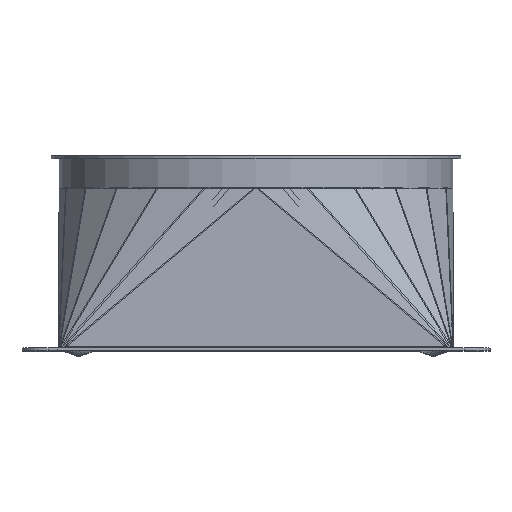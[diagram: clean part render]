
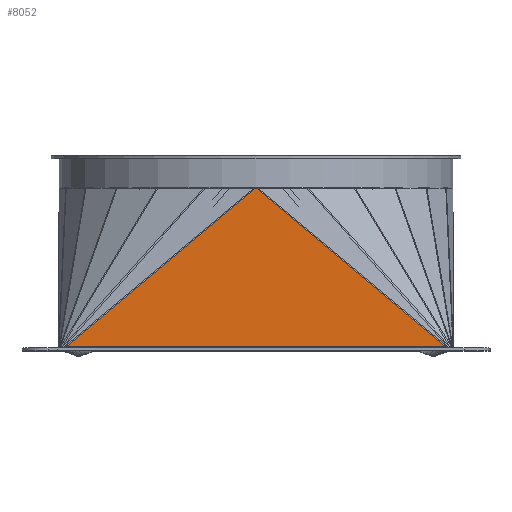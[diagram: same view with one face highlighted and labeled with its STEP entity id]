
A CAD part, top view. The second image highlights one B-rep face of the part: STEP entity #8052.
In plain terms, the highlighted planar face has unit normal (0, 0.004, 1).
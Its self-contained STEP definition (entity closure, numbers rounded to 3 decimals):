
#592=PLANE('',#8728);
#935=FACE_OUTER_BOUND('',#1551,.T.);
#1551=EDGE_LOOP('',(#5897,#5898,#5899,#5900));
#2173=LINE('',#12376,#2961);
#2191=LINE('',#12431,#2979);
#2192=LINE('',#12434,#2980);
#2230=LINE('',#12640,#3018);
#2961=VECTOR('',#9708,292.076);
#2979=VECTOR('',#9766,190.297);
#2980=VECTOR('',#9769,190.297);
#3018=VECTOR('',#9899,0.012);
#3795=VERTEX_POINT('',#12368);
#3797=VERTEX_POINT('',#12374);
#3814=VERTEX_POINT('',#12429);
#3815=VERTEX_POINT('',#12433);
#4446=EDGE_CURVE('',#3795,#3797,#2173,.T.);
#4473=EDGE_CURVE('',#3797,#3814,#2191,.T.);
#4474=EDGE_CURVE('',#3795,#3815,#2192,.T.);
#4538=EDGE_CURVE('',#3814,#3815,#2230,.T.);
#5897=ORIENTED_EDGE('',*,*,#4446,.T.);
#5898=ORIENTED_EDGE('',*,*,#4473,.T.);
#5899=ORIENTED_EDGE('',*,*,#4538,.T.);
#5900=ORIENTED_EDGE('',*,*,#4474,.F.);
#8052=ADVANCED_FACE('',(#935),#592,.F.);
#8728=AXIS2_PLACEMENT_3D('',#12639,#9897,#9898);
#9708=DIRECTION('',(1.,0.,0.));
#9766=DIRECTION('',(-0.767,0.641,-0.003));
#9769=DIRECTION('',(0.767,0.641,-0.003));
#9897=DIRECTION('center_axis',(0.,-0.004,-1.));
#9898=DIRECTION('ref_axis',(-1.,0.,0.));
#9899=DIRECTION('',(-1.,0.,0.));
#12368=CARTESIAN_POINT('',(-146.038,2.996,151.996));
#12374=CARTESIAN_POINT('',(146.038,2.996,151.996));
#12376=CARTESIAN_POINT('',(146.629,2.996,151.996));
#12429=CARTESIAN_POINT('',(0.006,125.009,151.457));
#12431=CARTESIAN_POINT('',(147.219,2.009,152.));
#12433=CARTESIAN_POINT('',(-0.006,125.009,151.457));
#12434=CARTESIAN_POINT('',(-147.219,2.009,152.));
#12639=CARTESIAN_POINT('Origin',(147.219,2.009,152.));
#12640=CARTESIAN_POINT('',(0.323,125.009,151.457));
